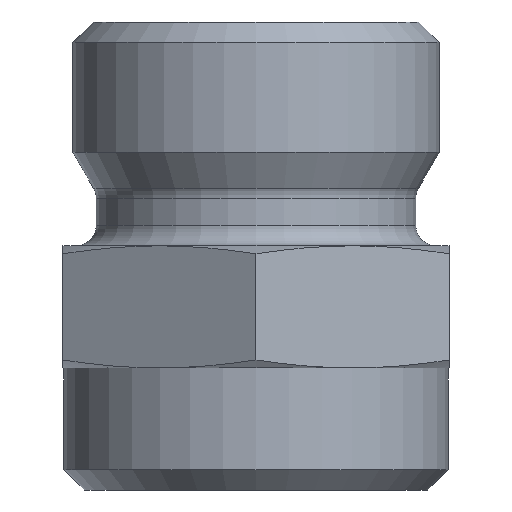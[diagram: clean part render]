
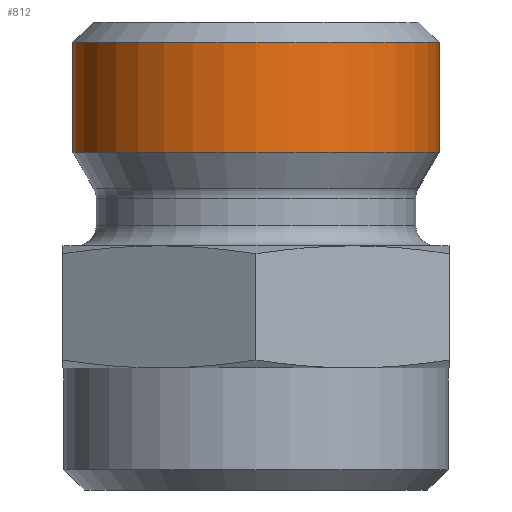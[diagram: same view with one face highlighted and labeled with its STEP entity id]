
A CAD part, front view. The second image highlights one B-rep face of the part: STEP entity #812.
In plain terms, the highlighted cylindrical face has radius 9 mm (diameter 18 mm), a full revolution.
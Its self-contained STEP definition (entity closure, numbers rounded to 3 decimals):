
#770=CARTESIAN_POINT('',(9.0,0.,22.0));
#771=VERTEX_POINT('',#770);
#772=CARTESIAN_POINT('',(0.0,0.0,22.0));
#773=DIRECTION('',(0.0,0.0,1.0));
#774=DIRECTION('',(-1.0,0.0,0.0));
#775=AXIS2_PLACEMENT_3D('',#772,#773,#774);
#776=CIRCLE('',#775,9.0);
#777=EDGE_CURVE('',#771,#771,#776,.T.);
#793=CARTESIAN_POINT('',(0.0,0.0,23.));
#794=DIRECTION('',(0.0,0.0,-1.0));
#795=DIRECTION('',(-1.0,0.0,0.0));
#796=AXIS2_PLACEMENT_3D('',#793,#794,#795);
#797=CYLINDRICAL_SURFACE('',#796,9.0);
#798=CARTESIAN_POINT('',(0.,9.0,16.592));
#799=VERTEX_POINT('',#798);
#800=CARTESIAN_POINT('',(0.0,0.0,16.592));
#801=DIRECTION('',(0.0,0.0,1.0));
#802=DIRECTION('',(-1.0,0.0,0.0));
#803=AXIS2_PLACEMENT_3D('',#800,#801,#802);
#804=CIRCLE('',#803,9.0);
#805=EDGE_CURVE('',#799,#799,#804,.T.);
#806=ORIENTED_EDGE('',*,*,#805,.T.);
#807=EDGE_LOOP('',(#806));
#808=FACE_OUTER_BOUND('',#807,.T.);
#809=ORIENTED_EDGE('',*,*,#777,.F.);
#810=EDGE_LOOP('',(#809));
#811=FACE_BOUND('',#810,.T.);
#812=ADVANCED_FACE('',(#808,#811),#797,.T.);
